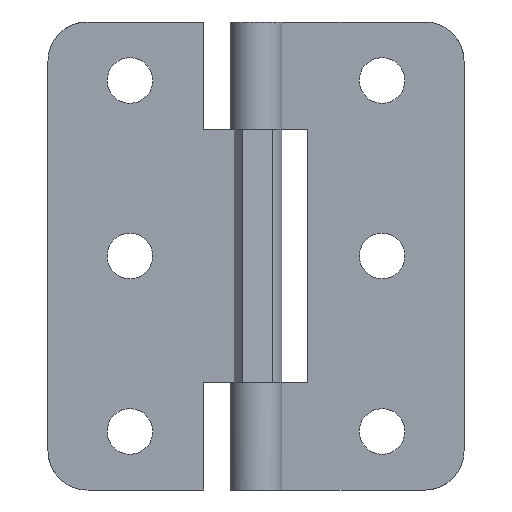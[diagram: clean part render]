
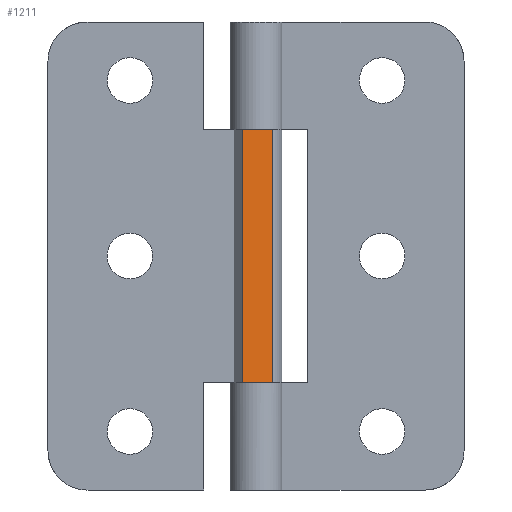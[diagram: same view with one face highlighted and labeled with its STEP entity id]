
A CAD part, front view. The second image highlights one B-rep face of the part: STEP entity #1211.
In plain terms, the highlighted free-form (B-spline) face has degree [1, 1] with [2, 2] control points.
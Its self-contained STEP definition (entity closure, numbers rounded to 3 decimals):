
#984=CARTESIAN_POINT('',(1.286,-1.532,8.25));
#985=VERTEX_POINT('',#984);
#1001=CARTESIAN_POINT('',(-1.036,-3.48,8.25));
#1002=VERTEX_POINT('',#1001);
#1003=CARTESIAN_POINT('',(1.286,-1.532,8.25));
#1004=CARTESIAN_POINT('',(-1.036,-3.48,8.25));
#1005=QUASI_UNIFORM_CURVE('',1,(#1003,#1004),.UNSPECIFIED.,.F.,.U.);
#1006=EDGE_CURVE('',#985,#1002,#1005,.T.);
#1092=CARTESIAN_POINT('',(-1.036,-3.48,27.75));
#1093=VERTEX_POINT('',#1092);
#1099=CARTESIAN_POINT('',(1.286,-1.532,27.75));
#1100=VERTEX_POINT('',#1099);
#1101=CARTESIAN_POINT('',(1.286,-1.532,27.75));
#1102=CARTESIAN_POINT('',(-1.036,-3.48,27.75));
#1103=QUASI_UNIFORM_CURVE('',1,(#1101,#1102),.UNSPECIFIED.,.F.,.U.);
#1104=EDGE_CURVE('',#1100,#1093,#1103,.T.);
#1186=CARTESIAN_POINT('',(-1.036,-3.48,27.75));
#1187=CARTESIAN_POINT('',(-1.036,-3.48,8.25));
#1188=QUASI_UNIFORM_CURVE('',1,(#1186,#1187),.UNSPECIFIED.,.F.,.U.);
#1189=EDGE_CURVE('',#1093,#1002,#1188,.T.);
#1196=CARTESIAN_POINT('',(-1.152,-3.577,7.276));
#1197=CARTESIAN_POINT('',(1.402,-1.435,7.276));
#1198=CARTESIAN_POINT('',(-1.152,-3.577,28.724));
#1199=CARTESIAN_POINT('',(1.402,-1.435,28.724));
#1200=B_SPLINE_SURFACE_WITH_KNOTS('',1,1,((#1196,#1198),(#1197,#1199)),.UNSPECIFIED.,.F.,.F.,.U.,(2,2),(2,2),(0.0,3.333),(0.0,21.448),.UNSPECIFIED.);
#1201=ORIENTED_EDGE('',*,*,#1006,.F.);
#1202=CARTESIAN_POINT('',(1.286,-1.532,27.75));
#1203=CARTESIAN_POINT('',(1.286,-1.532,8.25));
#1204=QUASI_UNIFORM_CURVE('',1,(#1202,#1203),.UNSPECIFIED.,.F.,.U.);
#1205=EDGE_CURVE('',#1100,#985,#1204,.T.);
#1206=ORIENTED_EDGE('',*,*,#1205,.F.);
#1207=ORIENTED_EDGE('',*,*,#1104,.T.);
#1208=ORIENTED_EDGE('',*,*,#1189,.T.);
#1209=EDGE_LOOP('',(#1201,#1206,#1207,#1208));
#1210=FACE_OUTER_BOUND('',#1209,.T.);
#1211=ADVANCED_FACE('',(#1210),#1200,.T.);
